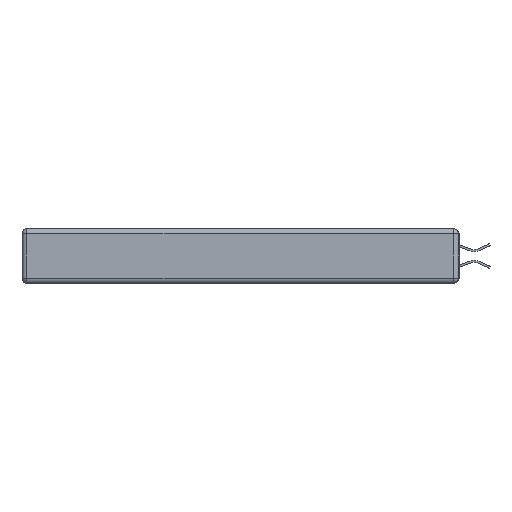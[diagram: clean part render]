
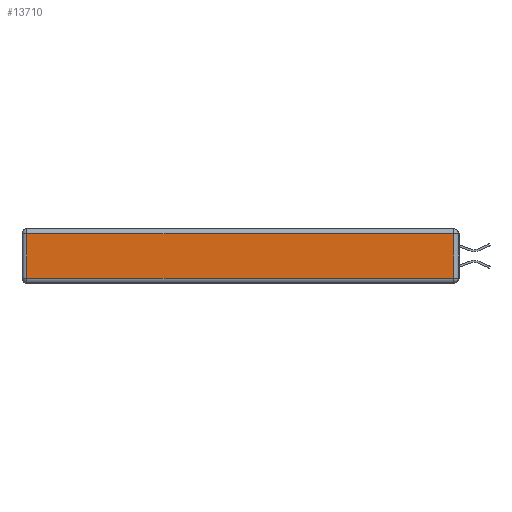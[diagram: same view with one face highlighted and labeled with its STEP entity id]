
A CAD part, left-side view. The second image highlights one B-rep face of the part: STEP entity #13710.
In plain terms, the highlighted planar face has unit normal (-1, 0, 0).
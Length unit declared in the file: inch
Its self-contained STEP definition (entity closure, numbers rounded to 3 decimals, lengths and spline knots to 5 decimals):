
#362 = VERTEX_POINT ( 'NONE', #1663 ) ;
#556 = DIRECTION ( 'NONE',  ( 0., 0., 1. ) ) ;
#651 = VECTOR ( 'NONE', #5933, 39.37008 ) ;
#663 = LINE ( 'NONE', #12790, #9610 ) ;
#1368 = ORIENTED_EDGE ( 'NONE', *, *, #6205, .T. ) ;
#1663 = CARTESIAN_POINT ( 'NONE',  ( 0., 0.03, -0.03 ) ) ;
#2087 = CARTESIAN_POINT ( 'NONE',  ( 0., 0.03, -0.313 ) ) ;
#2733 = VERTEX_POINT ( 'NONE', #2087 ) ;
#3563 = EDGE_CURVE ( 'NONE', #362, #6123, #10436, .T. ) ;
#4005 = VERTEX_POINT ( 'NONE', #12798 ) ;
#4582 = ORIENTED_EDGE ( 'NONE', *, *, #3563, .T. ) ;
#4663 = CARTESIAN_POINT ( 'NONE',  ( 0., 2.75, -0.03 ) ) ;
#4720 = CARTESIAN_POINT ( 'NONE',  ( 0., 0.03, -0.343 ) ) ;
#4791 = PLANE ( 'NONE',  #16542 ) ;
#5315 = LINE ( 'NONE', #6391, #8290 ) ;
#5933 = DIRECTION ( 'NONE',  ( 0., 1., 0. ) ) ;
#6038 = CARTESIAN_POINT ( 'NONE',  ( 0., 0., -0.343 ) ) ;
#6123 = VERTEX_POINT ( 'NONE', #8354 ) ;
#6205 = EDGE_CURVE ( 'NONE', #4005, #2733, #663, .T. ) ;
#6391 = CARTESIAN_POINT ( 'NONE',  ( 0., 2.72, -0.343 ) ) ;
#8290 = VECTOR ( 'NONE', #14652, 39.37008 ) ;
#8354 = CARTESIAN_POINT ( 'NONE',  ( 0., 2.72, -0.03 ) ) ;
#8651 = DIRECTION ( 'NONE',  ( 0., -1., 0. ) ) ;
#9610 = VECTOR ( 'NONE', #8651, 39.37008 ) ;
#9961 = DIRECTION ( 'NONE',  ( 0., 0., 1. ) ) ;
#10436 = LINE ( 'NONE', #4663, #651 ) ;
#11476 = DIRECTION ( 'NONE',  ( -1., 0., 0. ) ) ;
#12210 = EDGE_LOOP ( 'NONE', ( #1368, #15810, #4582, #17550 ) ) ;
#12790 = CARTESIAN_POINT ( 'NONE',  ( 0., 0., -0.313 ) ) ;
#12798 = CARTESIAN_POINT ( 'NONE',  ( 0., 2.72, -0.313 ) ) ;
#13710 = ADVANCED_FACE ( 'NONE', ( #13892 ), #4791, .T. ) ;
#13892 = FACE_OUTER_BOUND ( 'NONE', #12210, .T. ) ;
#14652 = DIRECTION ( 'NONE',  ( 0., 0., -1. ) ) ;
#14837 = EDGE_CURVE ( 'NONE', #6123, #4005, #5315, .T. ) ;
#15810 = ORIENTED_EDGE ( 'NONE', *, *, #16367, .T. ) ;
#16367 = EDGE_CURVE ( 'NONE', #2733, #362, #16814, .T. ) ;
#16385 = VECTOR ( 'NONE', #9961, 39.37008 ) ;
#16542 = AXIS2_PLACEMENT_3D ( 'NONE', #6038, #11476, #556 ) ;
#16814 = LINE ( 'NONE', #4720, #16385 ) ;
#17550 = ORIENTED_EDGE ( 'NONE', *, *, #14837, .T. ) ;
